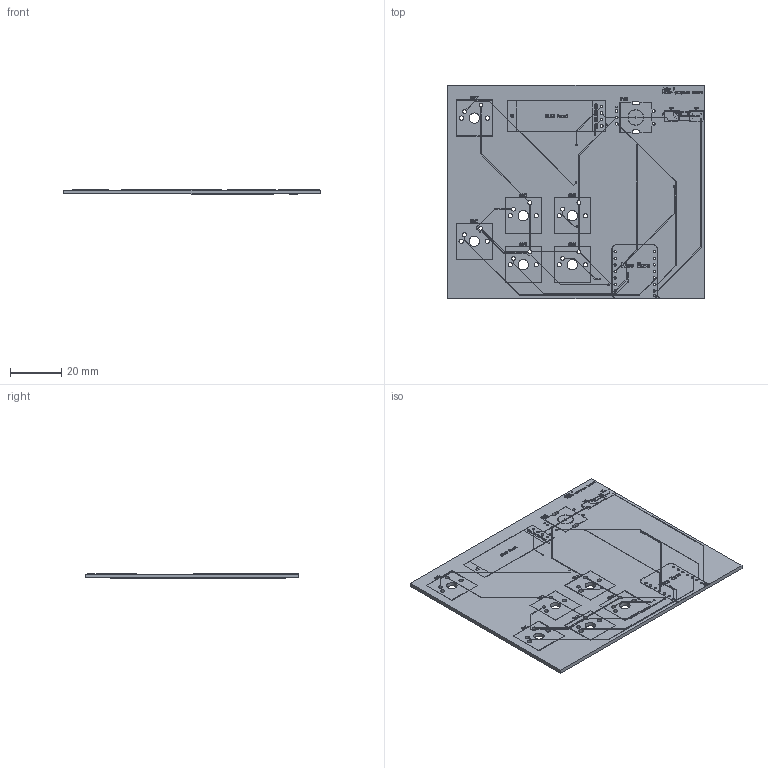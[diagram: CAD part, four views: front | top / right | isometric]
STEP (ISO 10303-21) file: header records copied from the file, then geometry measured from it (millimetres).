
FILE_DESCRIPTION(/* description */ ('KiCad electronic assembly'),/* implementation_level */ '2;1');
FILE_NAME(/* name */ 'Macropad.step',/* time_stamp */ '2025-12-05T15:35:16+11:00',/* author */ (''),/* organization */ (''),/* preprocessor_version */ 'ST-DEVELOPER v20.1',/* originating_system */ 'Autodesk Translation Framework v14.21.0.0',/* authorisation */ '');
FILE_SCHEMA (('AUTOMOTIVE_DESIGN { 1 0 10303 214 3 1 1 }'));
Length unit declared in the file: millimetre
Products named in the file (5): Macropad 1; Macropad_copper; Macropad_via; Macropad_silkscreen; Macropad_PCB
Assembly tree (4 placements, depth 2):
  Macropad 1
    Macropad_copper
    Macropad_via
    Macropad_silkscreen
    Macropad_PCB
Bounding box: 99.8 x 82.92 x 1.62 mm (x, y, z)
Volume: 12282.1 mm3; surface area: 17978.7 mm2
Topology: 46 solids, 148 shells, 790 faces, 3699 edges, 3103 vertices
Faces by surface type: plane 623, cylinder 167
Full cylindrical faces by diameter (mm): 0.25 x11, 0.275 x22, 0.3 x22, 0.889 x14, 1 x9, 1.5 x12, 1.7 x12, 4 x6
Entity records: 38459 total; most frequent: CARTESIAN_POINT 7601, DIRECTION 6044, ORIENTED_EDGE 5487, EDGE_CURVE 3699, VERTEX_POINT 3103, LINE 2952, VECTOR 2952, AXIS2_PLACEMENT_3D 1546
